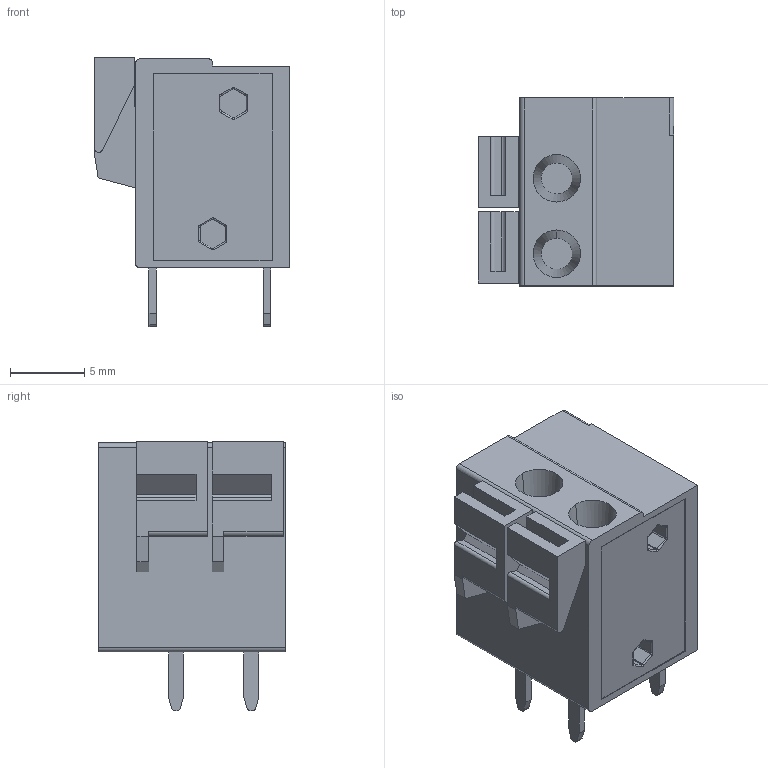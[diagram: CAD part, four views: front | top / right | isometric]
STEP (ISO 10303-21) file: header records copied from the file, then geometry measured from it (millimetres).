
FILE_DESCRIPTION (( 'STEP AP214' ), '1' );
FILE_NAME ('TermBlock_x2_Vert_508.STEP', '2020-02-22T12:46:45', ( '' ), ( '' ), 'SwSTEP 2.0', 'SolidWorks 2020', '' );
FILE_SCHEMA (( 'AUTOMOTIVE_DESIGN' ));
Length unit declared in the file: metre
Products named in the file (1): TermBlock_x2_Vert_508
Bounding box: 13.2 x 12.66 x 18.15 mm (x, y, z)
Volume: 1719.8 mm3; surface area: 1418 mm2
Topology: 1 solids, 1 shells, 178 faces, 468 edges, 304 vertices
Faces by surface type: plane 108, cylinder 54, bspline 16
Entity records: 7090 total; most frequent: CARTESIAN_POINT 1183, ORIENTED_EDGE 936, DIRECTION 923, EDGE_CURVE 468, VECTOR 339, LINE 339, VERTEX_POINT 304, AXIS2_PLACEMENT_3D 292
